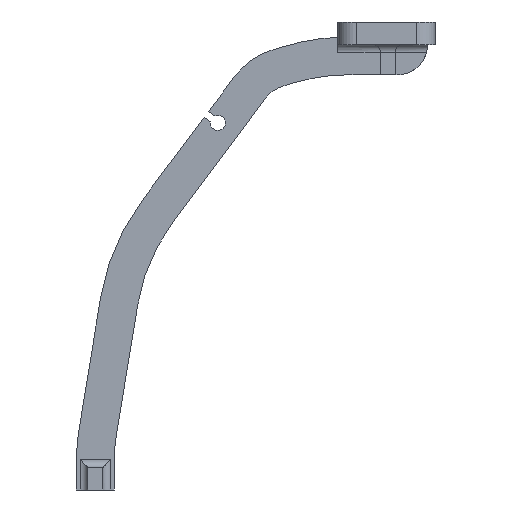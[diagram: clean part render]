
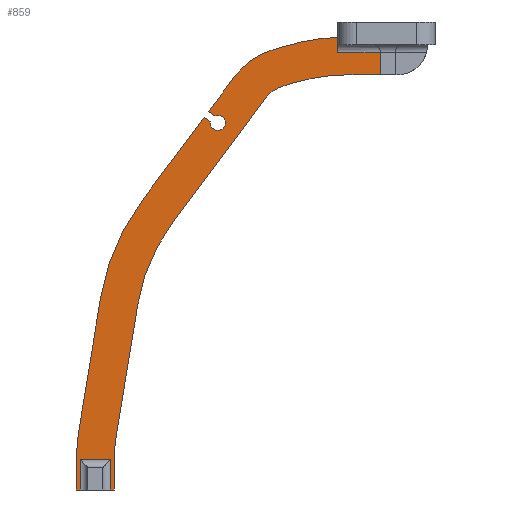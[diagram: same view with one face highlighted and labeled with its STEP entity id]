
A CAD part, front view. The second image highlights one B-rep face of the part: STEP entity #859.
In plain terms, the highlighted planar face has unit normal (0, -1, 0).
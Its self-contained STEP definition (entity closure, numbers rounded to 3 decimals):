
#859=ADVANCED_FACE('',(#1605),#1607,.F.);
#1605=FACE_BOUND('',#1606,.T.);
#1606=EDGE_LOOP('',(#2157,#2158,#2159,#2160,#2161,#2162,#2163,#2164,#2165,#2166,
#2167,#2168,#2169,#2170,#2171,#2172,#2173,#2174,#2175,#2176,#2177,#2178,#2179,#2180,
#2181,#2182,#2183,#2184,#2185));
#1607=PLANE('',#1608);
#1608=AXIS2_PLACEMENT_3D('',#1609,#1610,#1611);
#1609=CARTESIAN_POINT('',(0.,-40.,0.));
#1610=DIRECTION('',(0.,1.,0.));
#1611=DIRECTION('',(-1.,0.,0.));
#2157=ORIENTED_EDGE('',*,*,#2482,.F.);
#2158=ORIENTED_EDGE('',*,*,#2483,.F.);
#2159=ORIENTED_EDGE('',*,*,#2484,.F.);
#2160=ORIENTED_EDGE('',*,*,#2463,.F.);
#2161=ORIENTED_EDGE('',*,*,#2457,.F.);
#2162=ORIENTED_EDGE('',*,*,#2454,.F.);
#2163=ORIENTED_EDGE('',*,*,#2451,.F.);
#2164=ORIENTED_EDGE('',*,*,#2448,.F.);
#2165=ORIENTED_EDGE('',*,*,#2445,.F.);
#2166=ORIENTED_EDGE('',*,*,#2442,.F.);
#2167=ORIENTED_EDGE('',*,*,#2439,.F.);
#2168=ORIENTED_EDGE('',*,*,#2436,.F.);
#2169=ORIENTED_EDGE('',*,*,#2433,.F.);
#2170=ORIENTED_EDGE('',*,*,#2485,.F.);
#2171=ORIENTED_EDGE('',*,*,#2472,.F.);
#2172=ORIENTED_EDGE('',*,*,#2425,.F.);
#2173=ORIENTED_EDGE('',*,*,#2422,.F.);
#2174=ORIENTED_EDGE('',*,*,#2419,.F.);
#2175=ORIENTED_EDGE('',*,*,#2416,.F.);
#2176=ORIENTED_EDGE('',*,*,#2413,.F.);
#2177=ORIENTED_EDGE('',*,*,#2410,.F.);
#2178=ORIENTED_EDGE('',*,*,#2407,.F.);
#2179=ORIENTED_EDGE('',*,*,#2404,.F.);
#2180=ORIENTED_EDGE('',*,*,#2401,.F.);
#2181=ORIENTED_EDGE('',*,*,#2398,.F.);
#2182=ORIENTED_EDGE('',*,*,#2395,.F.);
#2183=ORIENTED_EDGE('',*,*,#2392,.F.);
#2184=ORIENTED_EDGE('',*,*,#2461,.F.);
#2185=ORIENTED_EDGE('',*,*,#2469,.F.);
#2392=EDGE_CURVE('',#2780,#2782,#2783,.T.);
#2395=EDGE_CURVE('',#2782,#2787,#2788,.T.);
#2398=EDGE_CURVE('',#2787,#2792,#2793,.T.);
#2401=EDGE_CURVE('',#2792,#2797,#2798,.T.);
#2404=EDGE_CURVE('',#2797,#2802,#2803,.T.);
#2407=EDGE_CURVE('',#2802,#2807,#2808,.T.);
#2410=EDGE_CURVE('',#2807,#2812,#2813,.T.);
#2413=EDGE_CURVE('',#2812,#2817,#2818,.T.);
#2416=EDGE_CURVE('',#2817,#2822,#2823,.T.);
#2419=EDGE_CURVE('',#2822,#2827,#2828,.T.);
#2422=EDGE_CURVE('',#2827,#2832,#2833,.T.);
#2425=EDGE_CURVE('',#2832,#2836,#2837,.F.);
#2433=EDGE_CURVE('',#2848,#2850,#2851,.T.);
#2436=EDGE_CURVE('',#2850,#2855,#2856,.T.);
#2439=EDGE_CURVE('',#2855,#2860,#2861,.T.);
#2442=EDGE_CURVE('',#2860,#2865,#2866,.T.);
#2445=EDGE_CURVE('',#2865,#2870,#2871,.T.);
#2448=EDGE_CURVE('',#2870,#2875,#2876,.T.);
#2451=EDGE_CURVE('',#2875,#2880,#2881,.T.);
#2454=EDGE_CURVE('',#2880,#2885,#2886,.T.);
#2457=EDGE_CURVE('',#2885,#2890,#2891,.T.);
#2461=EDGE_CURVE('',#2895,#2780,#2897,.T.);
#2463=EDGE_CURVE('',#2890,#2899,#2900,.T.);
#2469=EDGE_CURVE('',#2909,#2895,#2911,.T.);
#2472=EDGE_CURVE('',#2836,#2914,#2915,.T.);
#2482=EDGE_CURVE('',#2928,#2909,#2929,.F.);
#2483=EDGE_CURVE('',#2930,#2928,#2931,.T.);
#2484=EDGE_CURVE('',#2899,#2930,#2932,.F.);
#2485=EDGE_CURVE('',#2914,#2848,#2933,.F.);
#2780=VERTEX_POINT('',#3673);
#2782=VERTEX_POINT('',#3677);
#2783=CIRCLE('',#3678,30.);
#2787=VERTEX_POINT('',#3689);
#2788=LINE('',#3690,#3691);
#2792=VERTEX_POINT('',#3701);
#2793=CIRCLE('',#3702,30.);
#2797=VERTEX_POINT('',#3713);
#2798=LINE('',#3714,#3715);
#2802=VERTEX_POINT('',#3724);
#2803=LINE('',#3725,#3726);
#2807=VERTEX_POINT('',#3736);
#2808=CIRCLE('',#3737,1.);
#2812=VERTEX_POINT('',#3748);
#2813=LINE('',#3749,#3750);
#2817=VERTEX_POINT('',#3759);
#2818=LINE('',#3760,#3761);
#2822=VERTEX_POINT('',#3771);
#2823=CIRCLE('',#3772,10.);
#2827=VERTEX_POINT('',#3783);
#2828=LINE('',#3784,#3785);
#2832=VERTEX_POINT('',#3795);
#2833=CIRCLE('',#3796,30.);
#2836=VERTEX_POINT('',#3806);
#2837=LINE('',#3807,#3808);
#2848=VERTEX_POINT('',#3833);
#2850=VERTEX_POINT('',#3837);
#2851=LINE('',#3838,#3839);
#2855=VERTEX_POINT('',#3849);
#2856=CIRCLE('',#3850,25.);
#2860=VERTEX_POINT('',#3861);
#2861=LINE('',#3862,#3863);
#2865=VERTEX_POINT('',#3873);
#2866=CIRCLE('',#3874,5.);
#2870=VERTEX_POINT('',#3885);
#2871=LINE('',#3886,#3887);
#2875=VERTEX_POINT('',#3897);
#2876=CIRCLE('',#3898,25.);
#2880=VERTEX_POINT('',#3909);
#2881=LINE('',#3910,#3911);
#2885=VERTEX_POINT('',#3921);
#2886=CIRCLE('',#3922,25.);
#2890=VERTEX_POINT('',#3933);
#2891=LINE('',#3934,#3935);
#2895=VERTEX_POINT('',#3944);
#2897=LINE('',#3948,#3949);
#2899=VERTEX_POINT('',#3954);
#2900=LINE('',#3955,#3956);
#2909=VERTEX_POINT('',#3975);
#2911=LINE('',#3980,#3981);
#2914=VERTEX_POINT('',#3989);
#2915=LINE('',#3990,#3991);
#2928=VERTEX_POINT('',#4027);
#2929=LINE('',#4028,#4029);
#2930=VERTEX_POINT('',#4031);
#2931=LINE('',#4032,#4033);
#2932=LINE('',#4035,#4036);
#2933=LINE('',#4038,#4039);
#3673=CARTESIAN_POINT('',(-46.519,-40.,-26.548));
#3677=CARTESIAN_POINT('',(-46.124,-40.,-21.696));
#3678=AXIS2_PLACEMENT_3D('',#3679,#3680,#3681);
#3679=CARTESIAN_POINT('',(-16.519,-40.,-26.548));
#3680=DIRECTION('',(0.,1.,0.));
#3681=DIRECTION('',(-1.,0.,0.));
#3689=CARTESIAN_POINT('',(-43.336,-40.,-4.686));
#3690=CARTESIAN_POINT('',(-46.124,-40.,-21.696));
#3691=VECTOR('',#3692,1.);
#3692=DIRECTION('',(0.162,0.,0.987));
#3701=CARTESIAN_POINT('',(-37.774,-40.,8.405));
#3702=AXIS2_PLACEMENT_3D('',#3703,#3704,#3705);
#3703=CARTESIAN_POINT('',(-13.731,-40.,-9.538));
#3704=DIRECTION('',(0.,1.,0.));
#3705=DIRECTION('',(-0.987,0.,0.162));
#3713=CARTESIAN_POINT('',(-29.594,-40.,19.366));
#3714=CARTESIAN_POINT('',(-37.774,-40.,8.405));
#3715=VECTOR('',#3716,1.);
#3716=DIRECTION('',(0.598,0.,0.801));
#3724=CARTESIAN_POINT('',(-28.773,-40.,18.753));
#3725=CARTESIAN_POINT('',(-29.594,-40.,19.366));
#3726=VECTOR('',#3727,1.);
#3727=DIRECTION('',(0.801,0.,-0.598));
#3736=CARTESIAN_POINT('',(-28.175,-40.,19.555));
#3737=AXIS2_PLACEMENT_3D('',#3738,#3739,#3740);
#3738=CARTESIAN_POINT('',(-27.78,-40.,18.636));
#3739=DIRECTION('',(0.,-1.,0.));
#3740=DIRECTION('',(-0.993,0.,0.117));
#3748=CARTESIAN_POINT('',(-28.996,-40.,20.167));
#3749=CARTESIAN_POINT('',(-28.175,-40.,19.555));
#3750=VECTOR('',#3751,1.);
#3751=DIRECTION('',(-0.801,0.,0.598));
#3759=CARTESIAN_POINT('',(-25.575,-40.,24.751));
#3760=CARTESIAN_POINT('',(-28.996,-40.,20.167));
#3761=VECTOR('',#3762,1.);
#3762=DIRECTION('',(0.598,0.,0.801));
#3771=CARTESIAN_POINT('',(-20.469,-40.,28.338));
#3772=AXIS2_PLACEMENT_3D('',#3773,#3774,#3775);
#3773=CARTESIAN_POINT('',(-17.561,-40.,18.77));
#3774=DIRECTION('',(0.,1.,0.));
#3775=DIRECTION('',(-0.801,0.,0.598));
#3783=CARTESIAN_POINT('',(-19.266,-40.,28.703));
#3784=CARTESIAN_POINT('',(-20.469,-40.,28.338));
#3785=VECTOR('',#3786,1.);
#3786=DIRECTION('',(0.957,0.,0.291));
#3795=CARTESIAN_POINT('',(-11.929,-40.,29.968));
#3796=AXIS2_PLACEMENT_3D('',#3797,#3798,#3799);
#3797=CARTESIAN_POINT('',(-10.541,-40.,0.));
#3798=DIRECTION('',(0.,1.,0.));
#3799=DIRECTION('',(-0.291,0.,0.957));
#3806=CARTESIAN_POINT('',(-11.929,-40.,28.));
#3807=CARTESIAN_POINT('',(-11.929,-40.,28.));
#3808=VECTOR('',#3809,1.);
#3809=DIRECTION('',(0.,0.,1.));
#3833=CARTESIAN_POINT('',(-6.258,-40.,25.));
#3837=CARTESIAN_POINT('',(-10.541,-40.,25.));
#3838=CARTESIAN_POINT('',(-6.258,-40.,25.));
#3839=VECTOR('',#3840,1.);
#3840=DIRECTION('',(-1.,0.,0.));
#3849=CARTESIAN_POINT('',(-17.812,-40.,23.919));
#3850=AXIS2_PLACEMENT_3D('',#3851,#3852,#3853);
#3851=CARTESIAN_POINT('',(-10.541,-40.,0.));
#3852=DIRECTION('',(0.,-1.,0.));
#3853=DIRECTION('',(0.,0.,1.));
#3861=CARTESIAN_POINT('',(-19.015,-40.,23.554));
#3862=CARTESIAN_POINT('',(-17.812,-40.,23.919));
#3863=VECTOR('',#3864,1.);
#3864=DIRECTION('',(-0.957,0.,-0.291));
#3873=CARTESIAN_POINT('',(-21.568,-40.,21.76));
#3874=AXIS2_PLACEMENT_3D('',#3875,#3876,#3877);
#3875=CARTESIAN_POINT('',(-17.561,-40.,18.77));
#3876=DIRECTION('',(0.,-1.,0.));
#3877=DIRECTION('',(-0.291,0.,0.957));
#3885=CARTESIAN_POINT('',(-33.767,-40.,5.415));
#3886=CARTESIAN_POINT('',(-21.568,-40.,21.76));
#3887=VECTOR('',#3888,1.);
#3888=DIRECTION('',(-0.598,0.,-0.801));
#3897=CARTESIAN_POINT('',(-38.402,-40.,-5.494));
#3898=AXIS2_PLACEMENT_3D('',#3899,#3900,#3901);
#3899=CARTESIAN_POINT('',(-13.731,-40.,-9.538));
#3900=DIRECTION('',(0.,-1.,0.));
#3901=DIRECTION('',(-0.801,0.,0.598));
#3909=CARTESIAN_POINT('',(-41.19,-40.,-22.505));
#3910=CARTESIAN_POINT('',(-38.402,-40.,-5.494));
#3911=VECTOR('',#3912,1.);
#3912=DIRECTION('',(-0.162,0.,-0.987));
#3921=CARTESIAN_POINT('',(-41.519,-40.,-26.548));
#3922=AXIS2_PLACEMENT_3D('',#3923,#3924,#3925);
#3923=CARTESIAN_POINT('',(-16.519,-40.,-26.548));
#3924=DIRECTION('',(0.,-1.,0.));
#3925=DIRECTION('',(-0.987,0.,0.162));
#3933=CARTESIAN_POINT('',(-41.519,-40.,-30.));
#3934=CARTESIAN_POINT('',(-41.519,-40.,-26.548));
#3935=VECTOR('',#3936,1.);
#3936=DIRECTION('',(0.,0.,-1.));
#3944=CARTESIAN_POINT('',(-46.519,-40.,-30.));
#3948=CARTESIAN_POINT('',(-46.519,-40.,-30.));
#3949=VECTOR('',#3950,1.);
#3950=DIRECTION('',(0.,0.,1.));
#3954=CARTESIAN_POINT('',(-42.019,-40.,-30.));
#3955=CARTESIAN_POINT('',(-41.519,-40.,-30.));
#3956=VECTOR('',#3957,1.);
#3957=DIRECTION('',(-1.,0.,0.));
#3975=CARTESIAN_POINT('',(-46.019,-40.,-30.));
#3980=CARTESIAN_POINT('',(-46.019,-40.,-30.));
#3981=VECTOR('',#3982,1.);
#3982=DIRECTION('',(-1.,0.,0.));
#3989=CARTESIAN_POINT('',(-6.258,-40.,28.));
#3990=CARTESIAN_POINT('',(-11.929,-40.,28.));
#3991=VECTOR('',#3992,1.);
#3992=DIRECTION('',(1.,0.,0.));
#4027=CARTESIAN_POINT('',(-46.019,-40.,-26.));
#4028=CARTESIAN_POINT('',(-46.019,-40.,-30.));
#4029=VECTOR('',#4030,1.);
#4030=DIRECTION('',(0.,0.,1.));
#4031=CARTESIAN_POINT('',(-42.019,-40.,-26.));
#4032=CARTESIAN_POINT('',(-42.019,-40.,-26.));
#4033=VECTOR('',#4034,1.);
#4034=DIRECTION('',(-1.,0.,0.));
#4035=CARTESIAN_POINT('',(-42.019,-40.,-26.));
#4036=VECTOR('',#4037,1.);
#4037=DIRECTION('',(0.,0.,-1.));
#4038=CARTESIAN_POINT('',(-6.258,-40.,25.));
#4039=VECTOR('',#4040,1.);
#4040=DIRECTION('',(0.,0.,1.));
